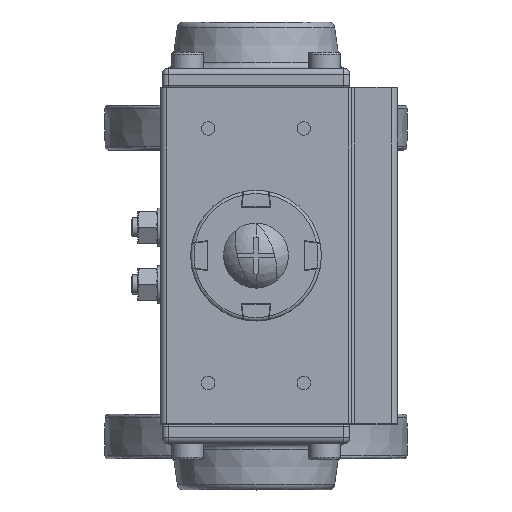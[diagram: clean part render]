
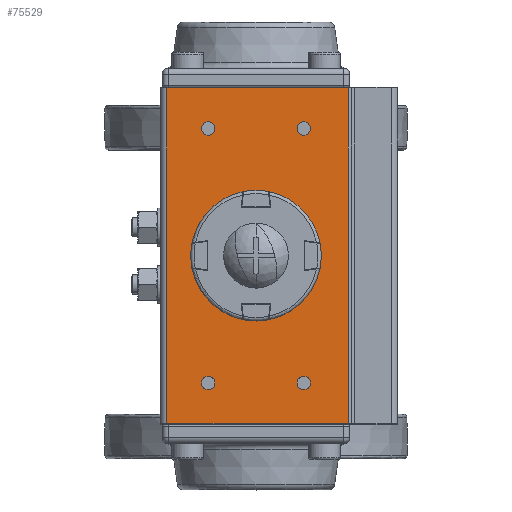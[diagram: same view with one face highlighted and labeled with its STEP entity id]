
A CAD part, top view. The second image highlights one B-rep face of the part: STEP entity #75529.
In plain terms, the highlighted planar face has unit normal (0, 0, 1).
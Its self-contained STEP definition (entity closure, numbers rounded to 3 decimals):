
#75390=CARTESIAN_POINT('',(-28.,-53.,168.));
#75391=DIRECTION('',(-0.,-0.,-1.));
#75392=DIRECTION('',(0.,1.,-0.));
#75393=AXIS2_PLACEMENT_3D('',#75390,#75391,#75392);
#75394=PLANE('',#75393);
#75395=CARTESIAN_POINT('',(-15.,37.9,168.));
#75396=VERTEX_POINT('',#75395);
#75397=CARTESIAN_POINT('',(-15.,42.1,168.));
#75398=VERTEX_POINT('',#75397);
#75399=CARTESIAN_POINT('',(-15.,40.,168.));
#75400=DIRECTION('',(0.,0.,1.));
#75401=DIRECTION('',(-0.,-1.,0.));
#75402=AXIS2_PLACEMENT_3D('',#75399,#75400,#75401);
#75403=CIRCLE('',#75402,2.1);
#75404=EDGE_CURVE('NONE',#75396,#75398,#75403,.T.);
#75405=ORIENTED_EDGE('',*,*,#75404,.F.);
#75406=CARTESIAN_POINT('',(-15.,40.,168.));
#75407=DIRECTION('',(0.,0.,1.));
#75408=DIRECTION('',(-0.,-1.,0.));
#75409=AXIS2_PLACEMENT_3D('',#75406,#75407,#75408);
#75410=CIRCLE('',#75409,2.1);
#75411=EDGE_CURVE('NONE',#75398,#75396,#75410,.T.);
#75412=ORIENTED_EDGE('',*,*,#75411,.F.);
#75413=EDGE_LOOP('',(#75405,#75412));
#75414=FACE_BOUND('',#75413,.T.);
#75415=CARTESIAN_POINT('',(15.,37.9,168.));
#75416=VERTEX_POINT('',#75415);
#75417=CARTESIAN_POINT('',(15.,42.1,168.));
#75418=VERTEX_POINT('',#75417);
#75419=CARTESIAN_POINT('',(15.,40.,168.));
#75420=DIRECTION('',(0.,0.,1.));
#75421=DIRECTION('',(-0.,-1.,0.));
#75422=AXIS2_PLACEMENT_3D('',#75419,#75420,#75421);
#75423=CIRCLE('',#75422,2.1);
#75424=EDGE_CURVE('NONE',#75416,#75418,#75423,.T.);
#75425=ORIENTED_EDGE('',*,*,#75424,.F.);
#75426=CARTESIAN_POINT('',(15.,40.,168.));
#75427=DIRECTION('',(0.,0.,1.));
#75428=DIRECTION('',(-0.,-1.,0.));
#75429=AXIS2_PLACEMENT_3D('',#75426,#75427,#75428);
#75430=CIRCLE('',#75429,2.1);
#75431=EDGE_CURVE('NONE',#75418,#75416,#75430,.T.);
#75432=ORIENTED_EDGE('',*,*,#75431,.F.);
#75433=EDGE_LOOP('',(#75425,#75432));
#75434=FACE_BOUND('',#75433,.T.);
#75435=CARTESIAN_POINT('',(15.,-42.1,168.));
#75436=VERTEX_POINT('',#75435);
#75437=CARTESIAN_POINT('',(15.,-37.9,168.));
#75438=VERTEX_POINT('',#75437);
#75439=CARTESIAN_POINT('',(15.,-40.,168.));
#75440=DIRECTION('',(0.,0.,1.));
#75441=DIRECTION('',(-0.,-1.,0.));
#75442=AXIS2_PLACEMENT_3D('',#75439,#75440,#75441);
#75443=CIRCLE('',#75442,2.1);
#75444=EDGE_CURVE('NONE',#75436,#75438,#75443,.T.);
#75445=ORIENTED_EDGE('',*,*,#75444,.F.);
#75446=CARTESIAN_POINT('',(15.,-40.,168.));
#75447=DIRECTION('',(0.,0.,1.));
#75448=DIRECTION('',(-0.,-1.,0.));
#75449=AXIS2_PLACEMENT_3D('',#75446,#75447,#75448);
#75450=CIRCLE('',#75449,2.1);
#75451=EDGE_CURVE('NONE',#75438,#75436,#75450,.T.);
#75452=ORIENTED_EDGE('',*,*,#75451,.F.);
#75453=EDGE_LOOP('',(#75445,#75452));
#75454=FACE_BOUND('',#75453,.T.);
#75455=CARTESIAN_POINT('',(-15.,-42.1,168.));
#75456=VERTEX_POINT('',#75455);
#75457=CARTESIAN_POINT('',(-15.,-37.9,168.));
#75458=VERTEX_POINT('',#75457);
#75459=CARTESIAN_POINT('',(-15.,-40.,168.));
#75460=DIRECTION('',(0.,0.,1.));
#75461=DIRECTION('',(-0.,-1.,0.));
#75462=AXIS2_PLACEMENT_3D('',#75459,#75460,#75461);
#75463=CIRCLE('',#75462,2.1);
#75464=EDGE_CURVE('NONE',#75456,#75458,#75463,.T.);
#75465=ORIENTED_EDGE('',*,*,#75464,.F.);
#75466=CARTESIAN_POINT('',(-15.,-40.,168.));
#75467=DIRECTION('',(0.,0.,1.));
#75468=DIRECTION('',(-0.,-1.,0.));
#75469=AXIS2_PLACEMENT_3D('',#75466,#75467,#75468);
#75470=CIRCLE('',#75469,2.1);
#75471=EDGE_CURVE('NONE',#75458,#75456,#75470,.T.);
#75472=ORIENTED_EDGE('',*,*,#75471,.F.);
#75473=EDGE_LOOP('',(#75465,#75472));
#75474=FACE_BOUND('',#75473,.T.);
#75475=CARTESIAN_POINT('',(29.,-52.786,168.));
#75476=VERTEX_POINT('',#75475);
#75477=CARTESIAN_POINT('',(29.,52.786,168.));
#75478=VERTEX_POINT('',#75477);
#75479=CARTESIAN_POINT('',(29.,-52.786,168.));
#75480=DIRECTION('',(0.,1.,-0.));
#75481=VECTOR('',#75480,105.573);
#75482=LINE('',#75479,#75481);
#75483=EDGE_CURVE('',#75476,#75478,#75482,.T.);
#75484=ORIENTED_EDGE('',*,*,#75483,.T.);
#75485=CARTESIAN_POINT('',(-28.,52.786,168.));
#75486=VERTEX_POINT('',#75485);
#75487=CARTESIAN_POINT('',(29.,52.786,168.));
#75488=DIRECTION('',(-1.,0.,0.));
#75489=VECTOR('',#75488,57.);
#75490=LINE('',#75487,#75489);
#75491=EDGE_CURVE('',#75478,#75486,#75490,.T.);
#75492=ORIENTED_EDGE('',*,*,#75491,.T.);
#75493=CARTESIAN_POINT('',(-28.,-52.786,168.));
#75494=VERTEX_POINT('',#75493);
#75495=CARTESIAN_POINT('',(-28.,-52.786,168.));
#75496=DIRECTION('',(0.,1.,-0.));
#75497=VECTOR('',#75496,105.573);
#75498=LINE('',#75495,#75497);
#75499=EDGE_CURVE('',#75494,#75486,#75498,.T.);
#75500=ORIENTED_EDGE('',*,*,#75499,.F.);
#75501=CARTESIAN_POINT('',(-28.,-52.786,168.));
#75502=DIRECTION('',(1.,-0.,-0.));
#75503=VECTOR('',#75502,57.);
#75504=LINE('',#75501,#75503);
#75505=EDGE_CURVE('',#75494,#75476,#75504,.T.);
#75506=ORIENTED_EDGE('',*,*,#75505,.T.);
#75507=EDGE_LOOP('',(#75484,#75492,#75500,#75506));
#75508=FACE_BOUND('',#75507,.T.);
#75509=CARTESIAN_POINT('',(0.,-7.,168.));
#75510=VERTEX_POINT('',#75509);
#75511=CARTESIAN_POINT('',(0.,7.,168.));
#75512=VERTEX_POINT('',#75511);
#75513=CARTESIAN_POINT('',(0.,0.,168.));
#75514=DIRECTION('',(-0.,-0.,-1.));
#75515=DIRECTION('',(-0.,-1.,0.));
#75516=AXIS2_PLACEMENT_3D('',#75513,#75514,#75515);
#75517=CIRCLE('',#75516,7.);
#75518=EDGE_CURVE('',#75510,#75512,#75517,.T.);
#75519=ORIENTED_EDGE('',*,*,#75518,.T.);
#75520=CARTESIAN_POINT('',(0.,0.,168.));
#75521=DIRECTION('',(-0.,-0.,-1.));
#75522=DIRECTION('',(-0.,-1.,0.));
#75523=AXIS2_PLACEMENT_3D('',#75520,#75521,#75522);
#75524=CIRCLE('',#75523,7.);
#75525=EDGE_CURVE('',#75512,#75510,#75524,.T.);
#75526=ORIENTED_EDGE('',*,*,#75525,.T.);
#75527=EDGE_LOOP('',(#75519,#75526));
#75528=FACE_BOUND('',#75527,.T.);
#75529=ADVANCED_FACE('',(#75414,#75434,#75454,#75474,#75508,#75528),#75394,.F.);
